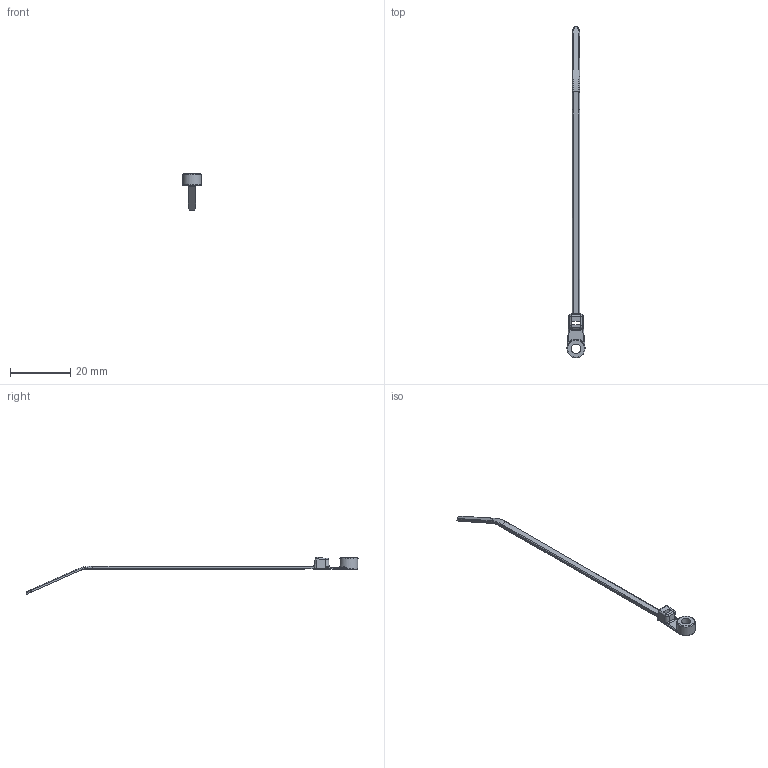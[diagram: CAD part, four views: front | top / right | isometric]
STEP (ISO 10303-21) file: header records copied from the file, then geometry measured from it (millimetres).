
FILE_DESCRIPTION(/* description */ (''),/* implementation_level */ '2;1');
FILE_NAME(/* name */ 'PANDUIT_PLC1M_S4',/* time_stamp */ '2012-06-18T09:19:10-05:00',/* author */ (''),/* organization */ (''),/* preprocessor_version */ 'ST-DEVELOPER v9',/* originating_system */ 'UGS - NX 3.0',/* authorisation */ '');
FILE_SCHEMA (('CONFIG_CONTROL_DESIGN'));
Length unit declared in the file: inch
Products named in the file (1): jabo4D44tgcv
Bounding box: 6.07 x 110.4 x 12.37 mm (x, y, z)
Volume: 411.5 mm3; surface area: 970.2 mm2
Topology: 1 solids, 1 shells, 145 faces, 365 edges, 215 vertices
Faces by surface type: plane 58, cylinder 42, bspline 27, torus 9, cone 5, sphere 4
Full cylindrical faces by diameter (mm): 3.15 x1, 6.071 x1
Entity records: 4975 total; most frequent: CARTESIAN_POINT 1598, ORIENTED_EDGE 704, DIRECTION 669, EDGE_CURVE 352, AXIS2_PLACEMENT_3D 243, VERTEX_POINT 212, LINE 183, VECTOR 183
